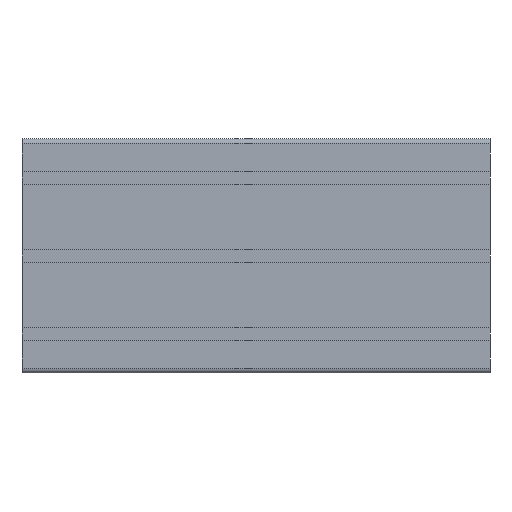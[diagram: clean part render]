
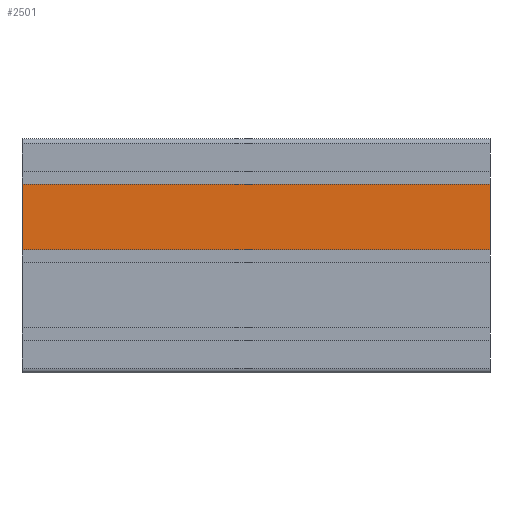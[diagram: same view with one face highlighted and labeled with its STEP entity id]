
A CAD part, left-side view. The second image highlights one B-rep face of the part: STEP entity #2501.
In plain terms, the highlighted face is planar.
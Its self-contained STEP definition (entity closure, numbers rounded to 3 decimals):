
#366 = VECTOR ( 'NONE', #5382, 1000. ) ;
#1307 = VECTOR ( 'NONE', #1853, 1000. ) ;
#1335 = VECTOR ( 'NONE', #1797, 1000. ) ;
#1430 = VECTOR ( 'NONE', #5306, 1000. ) ;
#1657 = AXIS2_PLACEMENT_3D ( 'NONE', #3412, #3424, #3445 ) ;
#1777 = LINE ( 'NONE', #1779, #1335 ) ;
#1779 = CARTESIAN_POINT ( 'NONE',  ( 15., 4.1, 0. ) ) ;
#1797 = DIRECTION ( 'NONE',  ( 0., 1., 0. ) ) ;
#1849 = LINE ( 'NONE', #1852, #1307 ) ;
#1852 = CARTESIAN_POINT ( 'NONE',  ( 15., 4.1, -300. ) ) ;
#1853 = DIRECTION ( 'NONE',  ( 0., 0., 1. ) ) ;
#2218 = EDGE_CURVE ( 'NONE', #5904, #5878, #5375, .T. ) ;
#2235 = EDGE_CURVE ( 'NONE', #5861, #5878, #1777, .T. ) ;
#2258 = EDGE_CURVE ( 'NONE', #5882, #5861, #1849, .T. ) ;
#2316 = EDGE_CURVE ( 'NONE', #5882, #5904, #5308, .T. ) ;
#2501 = ADVANCED_FACE ( 'PLANAR_41', ( #3396 ), #3440, .T. ) ;
#2981 = CARTESIAN_POINT ( 'NONE',  ( 15., 4.1, 0. ) ) ;
#3000 = CARTESIAN_POINT ( 'NONE',  ( 15., 45.9, 0. ) ) ;
#3007 = CARTESIAN_POINT ( 'NONE',  ( 15., 4.1, -300. ) ) ;
#3022 = CARTESIAN_POINT ( 'NONE',  ( 15., 45.9, -300. ) ) ;
#3396 = FACE_OUTER_BOUND ( 'NONE', #4815, .T. ) ;
#3412 = CARTESIAN_POINT ( 'NONE',  ( 15., 4.1, -300. ) ) ;
#3424 = DIRECTION ( 'NONE',  ( 1., 0., 0. ) ) ;
#3440 = PLANE ( 'NONE',  #1657 ) ;
#3445 = DIRECTION ( 'NONE',  ( 0., 0., -1. ) ) ;
#4815 = EDGE_LOOP ( 'NONE', ( #5537, #5499, #5541, #5519 ) ) ;
#5305 = CARTESIAN_POINT ( 'NONE',  ( 15., 4.1, -300. ) ) ;
#5306 = DIRECTION ( 'NONE',  ( 0., 1., 0. ) ) ;
#5308 = LINE ( 'NONE', #5305, #1430 ) ;
#5375 = LINE ( 'NONE', #5385, #366 ) ;
#5382 = DIRECTION ( 'NONE',  ( 0., 0., 1. ) ) ;
#5385 = CARTESIAN_POINT ( 'NONE',  ( 15., 45.9, -300. ) ) ;
#5499 = ORIENTED_EDGE ( 'NONE', *, *, #2258, .F. ) ;
#5519 = ORIENTED_EDGE ( 'NONE', *, *, #2218, .T. ) ;
#5537 = ORIENTED_EDGE ( 'NONE', *, *, #2235, .F. ) ;
#5541 = ORIENTED_EDGE ( 'NONE', *, *, #2316, .T. ) ;
#5861 = VERTEX_POINT ( 'NONE', #2981 ) ;
#5878 = VERTEX_POINT ( 'NONE', #3000 ) ;
#5882 = VERTEX_POINT ( 'NONE', #3007 ) ;
#5904 = VERTEX_POINT ( 'NONE', #3022 ) ;
